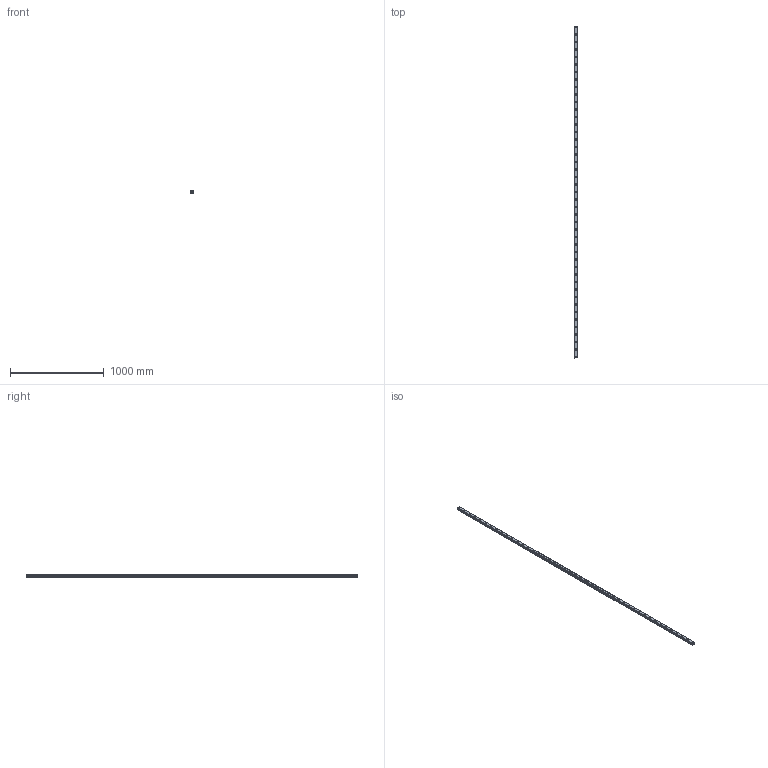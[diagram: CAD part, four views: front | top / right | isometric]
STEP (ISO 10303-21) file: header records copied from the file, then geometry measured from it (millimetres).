
FILE_DESCRIPTION(('STEP AP214'),'1');
FILE_NAME('cctmp_4F6B1CBE-7F73-40DB-8A60-85E86A999C96_2021_02_12_13_40_54_0356..stp','2021-02-12T12:40:54',('HIWIN GmbH'),('CADClick - www.CADClick.com'),'Spatial InterOp 3D',' ','unknown authorization');
FILE_SCHEMA(('AUTOMOTIVE_DESIGN'));
Length unit declared in the file: millimetre
Products named in the file (1): EGR35R3540C_FILE
Bounding box: 34 x 3540 x 27.5 mm (x, y, z)
Volume: 2785476.1 mm3; surface area: 496610.5 mm2
Topology: 1 solids, 1 shells, 512 faces, 1113 edges, 742 vertices
Faces by surface type: cylinder 288, plane 224
Entity records: 18353 total; most frequent: DIRECTION 2715, CARTESIAN_POINT 2368, ORIENTED_EDGE 2226, EDGE_CURVE 1113, AXIS2_PLACEMENT_3D 1089, VERTEX_POINT 742, EDGE_LOOP 651, CIRCLE 576
